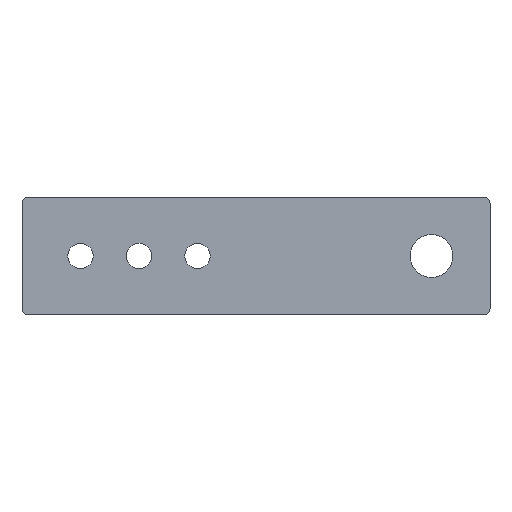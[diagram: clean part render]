
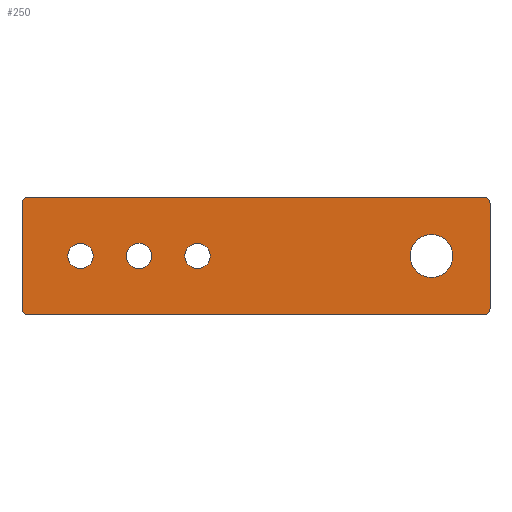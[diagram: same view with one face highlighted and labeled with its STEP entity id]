
A CAD part, top view. The second image highlights one B-rep face of the part: STEP entity #250.
In plain terms, the highlighted planar face has unit normal (0, 0, 1).
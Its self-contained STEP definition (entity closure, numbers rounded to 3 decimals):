
#13=PLANE($,#273);
#21=LINE($,#394,#37);
#22=LINE($,#396,#38);
#23=LINE($,#400,#39);
#24=LINE($,#404,#40);
#37=VECTOR($,#318,117.);
#38=VECTOR($,#319,27.);
#39=VECTOR($,#322,117.);
#40=VECTOR($,#325,27.);
#53=FACE_BOUND($,#83,.T.);
#54=FACE_BOUND($,#84,.T.);
#55=FACE_BOUND($,#85,.T.);
#56=FACE_BOUND($,#86,.T.);
#66=FACE_OUTER_BOUND($,#82,.T.);
#82=EDGE_LOOP($,(#183,#184,#185,#186,#187,#188,#189,#190));
#83=EDGE_LOOP($,(#191));
#84=EDGE_LOOP($,(#192));
#85=EDGE_LOOP($,(#193));
#86=EDGE_LOOP($,(#194));
#104=CIRCLE($,#266,3.25);
#106=CIRCLE($,#269,1.5);
#108=CIRCLE($,#272,3.25);
#109=CIRCLE($,#274,1.5);
#110=CIRCLE($,#275,1.5);
#111=CIRCLE($,#276,1.5);
#112=CIRCLE($,#277,3.25);
#113=CIRCLE($,#278,5.5);
#120=VERTEX_POINT($,#376);
#123=VERTEX_POINT($,#382);
#124=VERTEX_POINT($,#384);
#126=VERTEX_POINT($,#390);
#127=VERTEX_POINT($,#393);
#128=VERTEX_POINT($,#395);
#129=VERTEX_POINT($,#397);
#130=VERTEX_POINT($,#399);
#131=VERTEX_POINT($,#401);
#132=VERTEX_POINT($,#403);
#133=VERTEX_POINT($,#406);
#134=VERTEX_POINT($,#408);
#144=EDGE_CURVE($,#120,#120,#104,.T.);
#147=EDGE_CURVE($,#124,#123,#106,.T.);
#150=EDGE_CURVE($,#126,#126,#108,.T.);
#151=EDGE_CURVE($,#124,#127,#21,.T.);
#152=EDGE_CURVE($,#128,#123,#22,.T.);
#153=EDGE_CURVE($,#128,#129,#109,.T.);
#154=EDGE_CURVE($,#130,#129,#23,.T.);
#155=EDGE_CURVE($,#130,#131,#110,.T.);
#156=EDGE_CURVE($,#132,#131,#24,.T.);
#157=EDGE_CURVE($,#132,#127,#111,.T.);
#158=EDGE_CURVE($,#133,#133,#112,.T.);
#159=EDGE_CURVE($,#134,#134,#113,.T.);
#183=ORIENTED_EDGE($,*,*,#151,.F.);
#184=ORIENTED_EDGE($,*,*,#147,.T.);
#185=ORIENTED_EDGE($,*,*,#152,.F.);
#186=ORIENTED_EDGE($,*,*,#153,.T.);
#187=ORIENTED_EDGE($,*,*,#154,.F.);
#188=ORIENTED_EDGE($,*,*,#155,.T.);
#189=ORIENTED_EDGE($,*,*,#156,.F.);
#190=ORIENTED_EDGE($,*,*,#157,.T.);
#191=ORIENTED_EDGE($,*,*,#144,.T.);
#192=ORIENTED_EDGE($,*,*,#150,.T.);
#193=ORIENTED_EDGE($,*,*,#158,.T.);
#194=ORIENTED_EDGE($,*,*,#159,.T.);
#250=ADVANCED_FACE($,(#66,#53,#54,#55,#56),#13,.T.);
#266=AXIS2_PLACEMENT_3D($,#377,#300,#301);
#269=AXIS2_PLACEMENT_3D($,#385,#307,#308);
#272=AXIS2_PLACEMENT_3D($,#391,#314,#315);
#273=AXIS2_PLACEMENT_3D($,#392,#316,#317);
#274=AXIS2_PLACEMENT_3D($,#398,#320,#321);
#275=AXIS2_PLACEMENT_3D($,#402,#323,#324);
#276=AXIS2_PLACEMENT_3D($,#405,#326,#327);
#277=AXIS2_PLACEMENT_3D($,#407,#328,#329);
#278=AXIS2_PLACEMENT_3D($,#409,#330,#331);
#300=DIRECTION('center_axis',(0.,0.,-1.));
#301=DIRECTION('ref_axis',(1.,0.,0.));
#307=DIRECTION('center_axis',(0.,0.,1.));
#308=DIRECTION('ref_axis',(1.,0.,0.));
#314=DIRECTION('center_axis',(0.,0.,-1.));
#315=DIRECTION('ref_axis',(1.,0.,0.));
#316=DIRECTION('center_axis',(0.,0.,1.));
#317=DIRECTION('ref_axis',(1.,0.,0.));
#318=DIRECTION($,(1.,0.,0.));
#319=DIRECTION($,(0.,1.,0.));
#320=DIRECTION('center_axis',(0.,0.,1.));
#321=DIRECTION('ref_axis',(1.,0.,0.));
#322=DIRECTION($,(-1.,0.,0.));
#323=DIRECTION('center_axis',(0.,0.,1.));
#324=DIRECTION('ref_axis',(1.,0.,0.));
#325=DIRECTION($,(0.,-1.,0.));
#326=DIRECTION('center_axis',(0.,0.,1.));
#327=DIRECTION('ref_axis',(1.,0.,0.));
#328=DIRECTION('center_axis',(0.,0.,-1.));
#329=DIRECTION('ref_axis',(1.,0.,0.));
#330=DIRECTION('center_axis',(0.,0.,-1.));
#331=DIRECTION('ref_axis',(1.,0.,0.));
#376=CARTESIAN_POINT('',(18.25,15.,4.));
#377=CARTESIAN_POINT('Origin',(15.,15.,4.));
#382=CARTESIAN_POINT('',(0.,28.5,4.));
#384=CARTESIAN_POINT('',(1.5,30.,4.));
#385=CARTESIAN_POINT('Origin',(1.5,28.5,4.));
#390=CARTESIAN_POINT('',(33.25,15.,4.));
#391=CARTESIAN_POINT('Origin',(30.,15.,4.));
#392=CARTESIAN_POINT('Origin',(60.,15.,4.));
#393=CARTESIAN_POINT('',(118.5,30.,4.));
#394=CARTESIAN_POINT($,(60.,30.,4.));
#395=CARTESIAN_POINT('',(0.,1.5,4.));
#396=CARTESIAN_POINT($,(0.,15.,4.));
#397=CARTESIAN_POINT('',(1.5,0.,4.));
#398=CARTESIAN_POINT('Origin',(1.5,1.5,4.));
#399=CARTESIAN_POINT('',(118.5,0.,4.));
#400=CARTESIAN_POINT($,(60.,0.,4.));
#401=CARTESIAN_POINT('',(120.,1.5,4.));
#402=CARTESIAN_POINT('Origin',(118.5,1.5,4.));
#403=CARTESIAN_POINT('',(120.,28.5,4.));
#404=CARTESIAN_POINT($,(120.,15.,4.));
#405=CARTESIAN_POINT('Origin',(118.5,28.5,4.));
#406=CARTESIAN_POINT('',(48.25,15.,4.));
#407=CARTESIAN_POINT('Origin',(45.,15.,4.));
#408=CARTESIAN_POINT('',(110.5,15.,4.));
#409=CARTESIAN_POINT('Origin',(105.,15.,4.));
